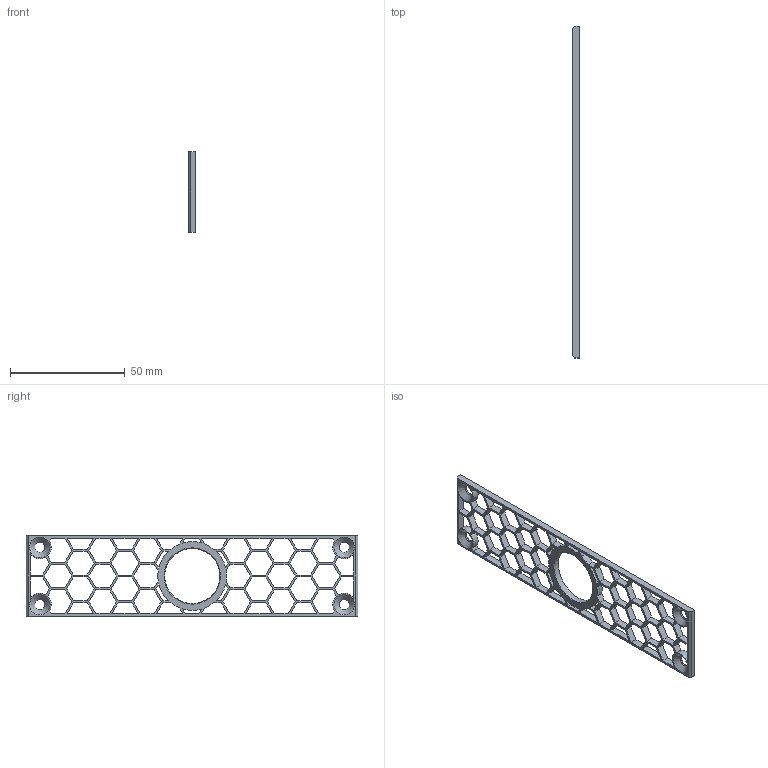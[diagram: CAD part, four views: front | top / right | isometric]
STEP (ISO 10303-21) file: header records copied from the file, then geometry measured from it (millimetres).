
FILE_DESCRIPTION(/* description */ (''),/* implementation_level */ '2;1');
FILE_NAME(/* name */ 'OSM - Outside Plate 1x24mm.step',/* time_stamp */ '2024-06-15T10:56:34-04:00',/* author */ (''),/* organization */ (''),/* preprocessor_version */ 'ST-DEVELOPER v20',/* originating_system */ 'Autodesk Translation Framework v13.14.0.145',/* authorisation */ '');
FILE_SCHEMA (('AUTOMOTIVE_DESIGN { 1 0 10303 214 3 1 1 }'));
Length unit declared in the file: millimetre
Products named in the file (1): Core
Bounding box: 3 x 144.8 x 35 mm (x, y, z)
Volume: 3975.6 mm3; surface area: 8712.5 mm2
Topology: 1 solids, 1 shells, 276 faces, 821 edges, 547 vertices
Faces by surface type: plane 246, cylinder 25, cone 5
Full cylindrical faces by diameter (mm): 4.5 x4, 24.05 x1
Entity records: 9350 total; most frequent: CARTESIAN_POINT 1645, ORIENTED_EDGE 1642, DIRECTION 1434, EDGE_CURVE 821, LINE 762, VECTOR 762, VERTEX_POINT 547, EDGE_LOOP 382
